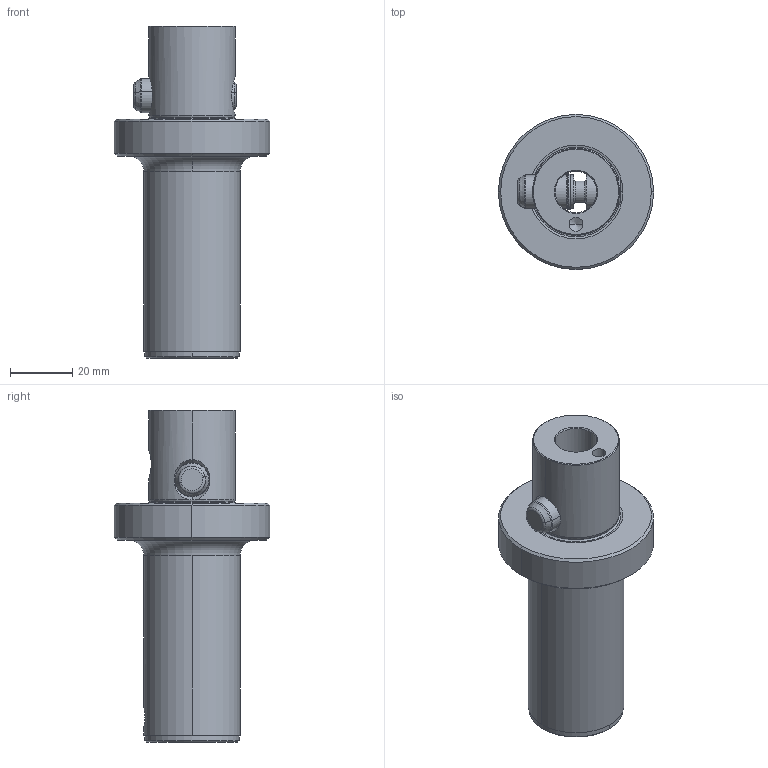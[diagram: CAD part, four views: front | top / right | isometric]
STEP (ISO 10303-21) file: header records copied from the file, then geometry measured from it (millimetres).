
FILE_DESCRIPTION(('no description'),'unknown implementation level');
FILE_NAME('6ED2BE25-D54C-41E2-BC8A-4A29CA3BBE97_export.stp',' ',('CIMSOURCE GmbH'),('CADClick - KiM GmbH - www.kimweb.de'),'unknown preprocess','ACIS','unknown authorization');
FILE_SCHEMA(('automotive_design'));
Length unit declared in the file: millimetre
Products named in the file (4): 332.530 Kaiser CK5 X CK3 X 100|332.530 Kaiser CK5 X CK3 X 100_Standard;NONE; 332.530 Kaiser CK5 X CK3 X 100|690.433 Kaiser ETL M6 X 8,5 CK3_Standard;NONE; 332.530 Kaiser CK5 X CK3 X 100|691.505 Kaiser ETL �11 X 33K_Standard|693.304 Sprengring_Standard;NONE; 332.530 Kaiser CK5 X CK3 X 100|691.505 Kaiser ETL �11 X 33K_Standard|691.525 Mitnehmerbolzen_Standard;NONE
Bounding box: 50 x 50 x 107 mm (x, y, z)
Volume: 73668.7 mm3; surface area: 21158.9 mm2
Topology: 4 solids, 4 shells, 151 faces, 344 edges, 201 vertices
Faces by surface type: cone 48, cylinder 38, plane 36, torus 26, bspline 3
Entity records: 9168 total; most frequent: CARTESIAN_POINT 1723, DIRECTION 786, STYLED_ITEM 696, PRESENTATION_STYLE_ASSIGNMENT 696, COLOUR_RGB 696, ORIENTED_EDGE 680, EDGE_CURVE 340, CURVE_STYLE 340
